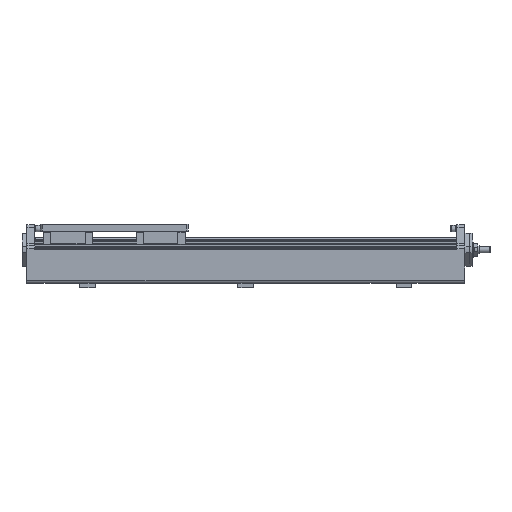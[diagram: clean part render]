
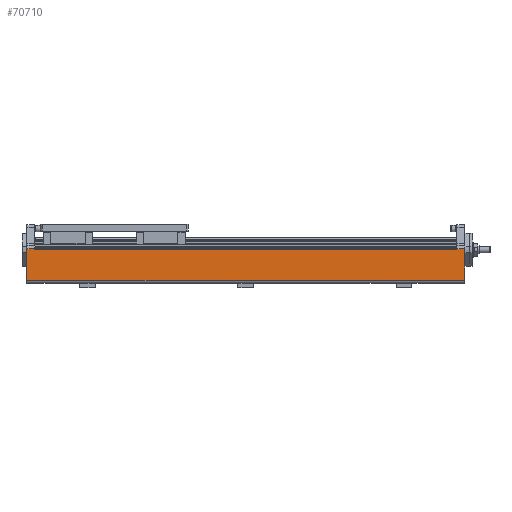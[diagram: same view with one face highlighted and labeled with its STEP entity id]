
A CAD part, left-side view. The second image highlights one B-rep face of the part: STEP entity #70710.
In plain terms, the highlighted planar face has unit normal (-1, 0, 0).
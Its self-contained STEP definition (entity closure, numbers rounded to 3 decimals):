
#1471=CARTESIAN_POINT('',(11.75,1015.0,14.));
#1472=VERTEX_POINT('',#1471);
#1480=CARTESIAN_POINT('',(11.75,1015.0,74.));
#1481=VERTEX_POINT('',#1480);
#1482=CARTESIAN_POINT('',(11.75,1015.0,74.));
#1483=DIRECTION('',(0.0,0.0,-1.0));
#1484=VECTOR('',#1483,60.);
#1485=LINE('',#1482,#1484);
#1486=EDGE_CURVE('',#1481,#1472,#1485,.T.);
#6050=CARTESIAN_POINT('',(11.75,185.0,74.));
#6051=VERTEX_POINT('',#6050);
#6060=CARTESIAN_POINT('',(11.75,185.0,14.0));
#6061=VERTEX_POINT('',#6060);
#6062=CARTESIAN_POINT('',(11.75,185.0,14.0));
#6063=DIRECTION('',(0.0,0.0,1.0));
#6064=VECTOR('',#6063,60.);
#6065=LINE('',#6062,#6064);
#6066=EDGE_CURVE('',#6061,#6051,#6065,.T.);
#69322=CARTESIAN_POINT('',(11.75,200.0,74.));
#69323=VERTEX_POINT('',#69322);
#69330=CARTESIAN_POINT('',(11.75,200.0,74.));
#69331=DIRECTION('',(0.0,-1.0,0.0));
#69332=VECTOR('',#69331,15.0);
#69333=LINE('',#69330,#69332);
#69334=EDGE_CURVE('',#69323,#6051,#69333,.T.);
#69383=CARTESIAN_POINT('',(11.75,1000.0,74.));
#69384=VERTEX_POINT('',#69383);
#69385=CARTESIAN_POINT('',(11.75,1015.0,74.));
#69386=DIRECTION('',(0.0,-1.0,0.0));
#69387=VECTOR('',#69386,15.0);
#69388=LINE('',#69385,#69387);
#69389=EDGE_CURVE('',#1481,#69384,#69388,.T.);
#69439=CARTESIAN_POINT('',(11.75,1000.0,73.2));
#69440=VERTEX_POINT('',#69439);
#69448=CARTESIAN_POINT('',(11.75,200.0,73.2));
#69449=VERTEX_POINT('',#69448);
#69450=CARTESIAN_POINT('',(11.75,1000.0,73.2));
#69451=DIRECTION('',(0.0,-1.0,0.0));
#69452=VECTOR('',#69451,800.0);
#69453=LINE('',#69450,#69452);
#69454=EDGE_CURVE('',#69440,#69449,#69453,.T.);
#70680=CARTESIAN_POINT('',(11.75,1002.5,8.));
#70681=DIRECTION('',(-1.0,0.0,0.0));
#70682=DIRECTION('',(0.0,-1.0,0.0));
#70683=AXIS2_PLACEMENT_3D('',#70680,#70681,#70682);
#70684=PLANE('',#70683);
#70685=CARTESIAN_POINT('',(11.75,185.0,14.0));
#70686=DIRECTION('',(0.0,1.0,0.0));
#70687=VECTOR('',#70686,830.0);
#70688=LINE('',#70685,#70687);
#70689=EDGE_CURVE('',#6061,#1472,#70688,.T.);
#70690=ORIENTED_EDGE('',*,*,#70689,.F.);
#70691=ORIENTED_EDGE('',*,*,#6066,.T.);
#70692=ORIENTED_EDGE('',*,*,#69334,.F.);
#70693=CARTESIAN_POINT('',(11.75,200.0,74.));
#70694=DIRECTION('',(0.0,0.0,-1.0));
#70695=VECTOR('',#70694,0.8);
#70696=LINE('',#70693,#70695);
#70697=EDGE_CURVE('',#69323,#69449,#70696,.T.);
#70698=ORIENTED_EDGE('',*,*,#70697,.T.);
#70699=ORIENTED_EDGE('',*,*,#69454,.F.);
#70700=CARTESIAN_POINT('',(11.75,1000.0,73.2));
#70701=DIRECTION('',(0.,0.0,1.0));
#70702=VECTOR('',#70701,0.8);
#70703=LINE('',#70700,#70702);
#70704=EDGE_CURVE('',#69440,#69384,#70703,.T.);
#70705=ORIENTED_EDGE('',*,*,#70704,.T.);
#70706=ORIENTED_EDGE('',*,*,#69389,.F.);
#70707=ORIENTED_EDGE('',*,*,#1486,.T.);
#70708=EDGE_LOOP('',(#70690,#70691,#70692,#70698,#70699,#70705,#70706,#70707));
#70709=FACE_OUTER_BOUND('',#70708,.T.);
#70710=ADVANCED_FACE('',(#70709),#70684,.T.);
